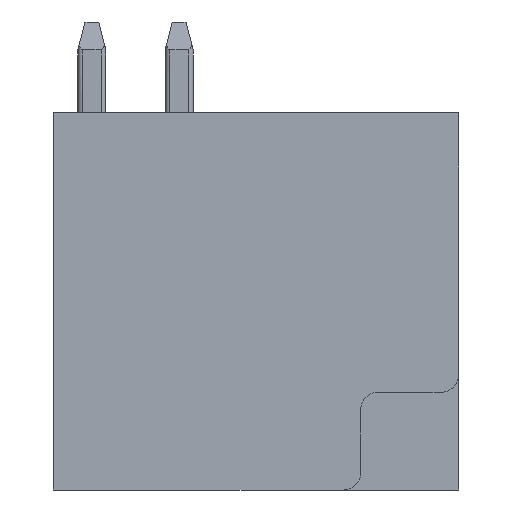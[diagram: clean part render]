
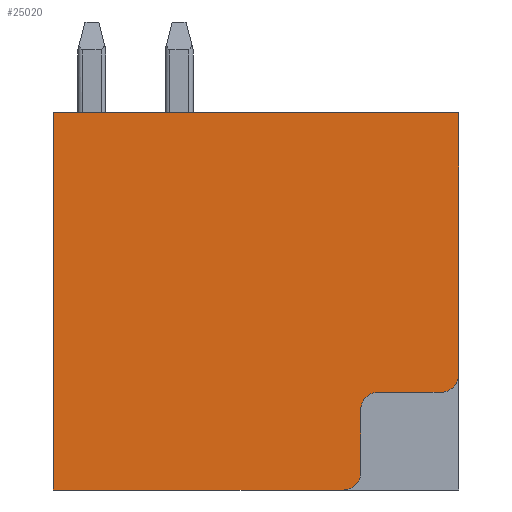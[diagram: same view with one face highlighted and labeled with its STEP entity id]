
A CAD part, front view. The second image highlights one B-rep face of the part: STEP entity #25020.
In plain terms, the highlighted planar face has unit normal (0, -1, 0).
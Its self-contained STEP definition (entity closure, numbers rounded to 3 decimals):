
#2667=CARTESIAN_POINT('',(2.806,-63.,-6.124));
#2668=DIRECTION('',(0.,-1.,0.));
#2669=DIRECTION('',(0.,0.,-1.));
#2670=AXIS2_PLACEMENT_3D('',#2667,#2668,#2669);
#2672=DIRECTION('',(-1.,0.,0.));
#2673=VECTOR('',#2672,8.3);
#2674=CARTESIAN_POINT('',(2.806,-63.,-6.624));
#2675=LINE('',#2674,#2673);
#2676=DIRECTION('',(0.,0.,1.));
#2677=VECTOR('',#2676,10.8);
#2678=CARTESIAN_POINT('',(-5.494,-63.,-6.624));
#2679=LINE('',#2678,#2677);
#2680=DIRECTION('',(1.,0.,0.));
#2681=VECTOR('',#2680,11.6);
#2682=CARTESIAN_POINT('',(-5.494,-63.,4.176));
#2683=LINE('',#2682,#2681);
#2684=DIRECTION('',(0.,0.,-1.));
#2685=VECTOR('',#2684,7.5);
#2686=CARTESIAN_POINT('',(6.106,-63.,4.176));
#2687=LINE('',#2686,#2685);
#2688=CARTESIAN_POINT('',(5.606,-63.,-3.324));
#2689=DIRECTION('',(0.,-1.,0.));
#2690=DIRECTION('',(0.,0.,-1.));
#2691=AXIS2_PLACEMENT_3D('',#2688,#2689,#2690);
#2693=DIRECTION('',(-1.,0.,0.));
#2694=VECTOR('',#2693,1.8);
#2695=CARTESIAN_POINT('',(5.606,-63.,-3.824));
#2696=LINE('',#2695,#2694);
#2697=DIRECTION('',(0.,0.,1.));
#2698=VECTOR('',#2697,1.8);
#2699=CARTESIAN_POINT('',(3.306,-63.,-6.124));
#2700=LINE('',#2699,#2698);
#2718=CARTESIAN_POINT('',(3.806,-63.,-4.324));
#2719=DIRECTION('',(0.,1.,0.));
#2720=DIRECTION('',(-1.,0.,0.));
#2721=AXIS2_PLACEMENT_3D('',#2718,#2719,#2720);
#18715=CARTESIAN_POINT('',(-5.494,-63.,-6.624));
#18716=CARTESIAN_POINT('',(-5.494,-63.,4.176));
#18717=VERTEX_POINT('',#18715);
#18718=VERTEX_POINT('',#18716);
#18719=CARTESIAN_POINT('',(6.106,-63.,4.176));
#18720=VERTEX_POINT('',#18719);
#18753=CARTESIAN_POINT('',(3.306,-63.,-4.324));
#18754=VERTEX_POINT('',#18753);
#18755=CARTESIAN_POINT('',(3.806,-63.,-3.824));
#18756=VERTEX_POINT('',#18755);
#18757=CARTESIAN_POINT('',(2.806,-63.,-6.624));
#18758=CARTESIAN_POINT('',(3.306,-63.,-6.124));
#18759=VERTEX_POINT('',#18757);
#18760=VERTEX_POINT('',#18758);
#18765=CARTESIAN_POINT('',(5.606,-63.,-3.824));
#18767=VERTEX_POINT('',#18765);
#18769=CARTESIAN_POINT('',(6.106,-63.,-3.324));
#18770=VERTEX_POINT('',#18769);
#24999=CARTESIAN_POINT('',(0.,-63.,0.));
#25000=DIRECTION('',(0.,1.,0.));
#25001=DIRECTION('',(1.,0.,0.));
#25002=AXIS2_PLACEMENT_3D('',#24999,#25000,#25001);
#25003=PLANE('',#25002);
#25005=ORIENTED_EDGE('',*,*,#25004,.F.);
#25006=ORIENTED_EDGE('',*,*,#24385,.T.);
#25007=ORIENTED_EDGE('',*,*,#24404,.T.);
#25008=ORIENTED_EDGE('',*,*,#24417,.T.);
#25009=ORIENTED_EDGE('',*,*,#23328,.T.);
#25011=ORIENTED_EDGE('',*,*,#25010,.F.);
#25013=ORIENTED_EDGE('',*,*,#25012,.T.);
#25015=ORIENTED_EDGE('',*,*,#25014,.F.);
#25017=ORIENTED_EDGE('',*,*,#25016,.F.);
#25018=EDGE_LOOP('',(#25005,#25006,#25007,#25008,#25009,#25011,#25013,#25015,
#25017));
#25019=FACE_OUTER_BOUND('',#25018,.F.);
#25020=ADVANCED_FACE('',(#25019),#25003,.F.);
#2671=CIRCLE('',#2670,0.5);
#2692=CIRCLE('',#2691,0.5);
#2722=CIRCLE('',#2721,0.5);
#23328=EDGE_CURVE('',#18720,#18770,#2687,.T.);
#24385=EDGE_CURVE('',#18759,#18717,#2675,.T.);
#24404=EDGE_CURVE('',#18717,#18718,#2679,.T.);
#24417=EDGE_CURVE('',#18718,#18720,#2683,.T.);
#25004=EDGE_CURVE('',#18759,#18760,#2671,.T.);
#25010=EDGE_CURVE('',#18767,#18770,#2692,.T.);
#25012=EDGE_CURVE('',#18767,#18756,#2696,.T.);
#25014=EDGE_CURVE('',#18754,#18756,#2722,.T.);
#25016=EDGE_CURVE('',#18760,#18754,#2700,.T.);
